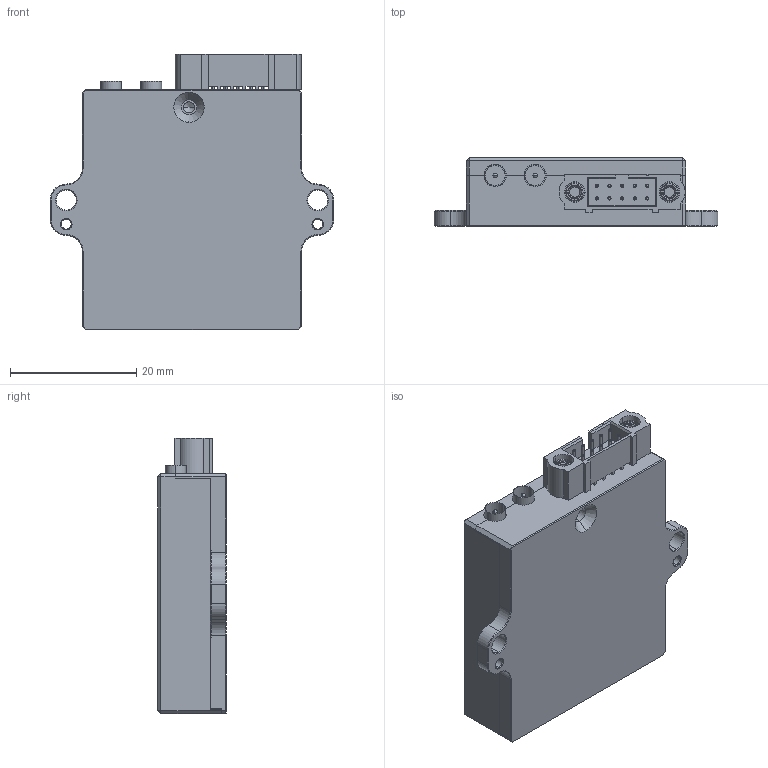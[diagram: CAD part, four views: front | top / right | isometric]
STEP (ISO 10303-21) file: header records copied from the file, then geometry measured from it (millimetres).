
FILE_DESCRIPTION (( 'STEP AP214' ), '1' );
FILE_NAME ('VN300_Rugged.STEP', '2016-01-28T16:35:10', ( 'davis' ), ( '' ), 'SwSTEP 2.0', 'SolidWorks 2014', '' );
FILE_SCHEMA (( 'AUTOMOTIVE_DESIGN' ));
Length unit declared in the file: inch
Products named in the file (8): VN300_lid; MMCX_Receptacle; m80-50010xx_asm; M80-210; M80-0200049; M80-2701098; VN300_base; VN300_Rugged
Assembly tree (18 placements, depth 3):
  VN300_Rugged
    VN300_base
    m80-50010xx_asm
      M80-2701098
      M80-0200049  x10
      M80-210  x2
    MMCX_Receptacle  x2
    VN300_lid
Bounding box: 44.96 x 10.92 x 43.75 mm (x, y, z)
Volume: 5275.4 mm3; surface area: 10086.1 mm2
Topology: 15 solids, 19 shells, 898 faces, 2199 edges, 1356 vertices
Faces by surface type: plane 499, cylinder 207, cone 128, torus 60, sphere 4
Entity records: 23020 total; most frequent: CARTESIAN_POINT 3555, DIRECTION 3278, ORIENTED_EDGE 3176, EDGE_CURVE 1590, VECTOR 1098, LINE 1098, AXIS2_PLACEMENT_3D 1090, VERTEX_POINT 1001
